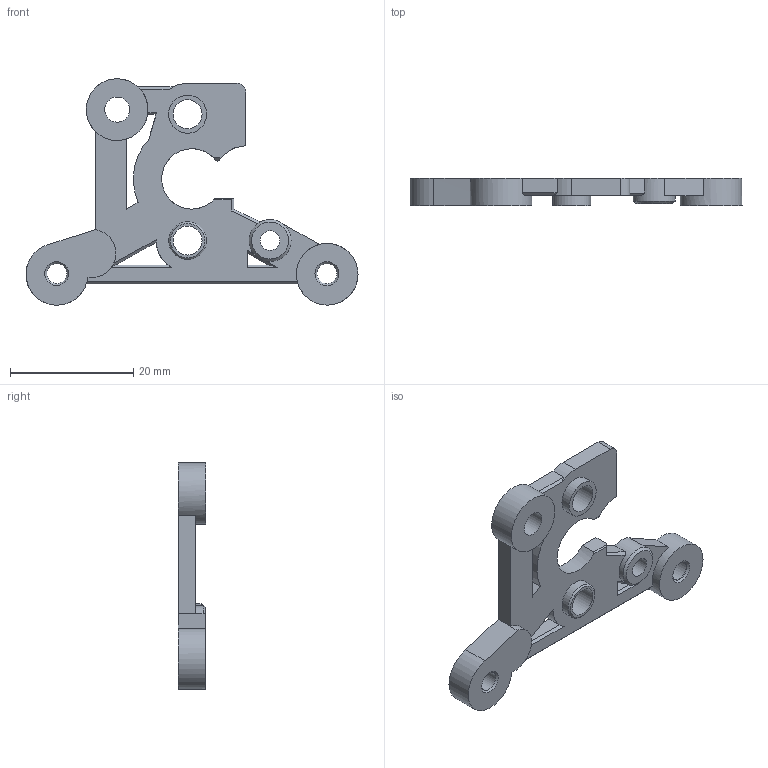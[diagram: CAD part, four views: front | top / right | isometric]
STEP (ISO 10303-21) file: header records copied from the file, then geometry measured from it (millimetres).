
FILE_DESCRIPTION(/* description */ ('STEP AP242','CAx-IF Rec.Pracs.---Representation and Presentation of Product Manufacturing Information (PMI)---4.0---2014-10-13','CAx-IF Rec.Pracs.---3D Tessellated Geometry---0.4---2014-09-14','2;1'),/* implementation_level */ '2;1');
FILE_NAME(/* name */ '6306e92527e2193ee5fced50',/* time_stamp */ '2022-08-25T03:14:46+00:00',/* author */ (''),/* organization */ (''),/* preprocessor_version */ 'ST-DEVELOPER v18.102',/* originating_system */ ' ',/* authorisation */ ' ');
FILE_SCHEMA (('AP242_MANAGED_MODEL_BASED_3D_ENGINEERING_MIM_LF { 1 0 10303 442 1 1 4 }'));
Length unit declared in the file: metre
Products named in the file (1): Main Body -Plate
Bounding box: 53.86 x 4.51 x 36.71 mm (x, y, z)
Volume: 2712.4 mm3; surface area: 3033.7 mm2
Topology: 1 solids, 1 shells, 69 faces, 193 edges, 127 vertices
Faces by surface type: plane 43, cylinder 22, cone 4
Full cylindrical faces by diameter (mm): 3.2 x1, 3.25 x2, 4.06 x1, 4.7 x4, 6.11 x1, 6.182 x1, 6.79 x1, 10 x2
Entity records: 2242 total; most frequent: DIRECTION 380, CARTESIAN_POINT 362, ORIENTED_EDGE 338, EDGE_CURVE 169, AXIS2_PLACEMENT_3D 142, VERTEX_POINT 120, EDGE_LOOP 105, FACE_BOUND 105
